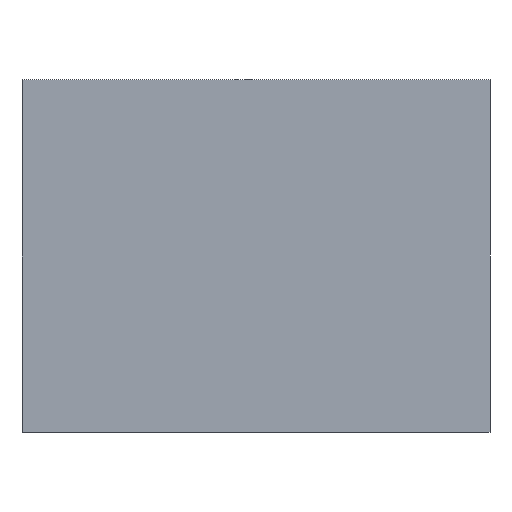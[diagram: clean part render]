
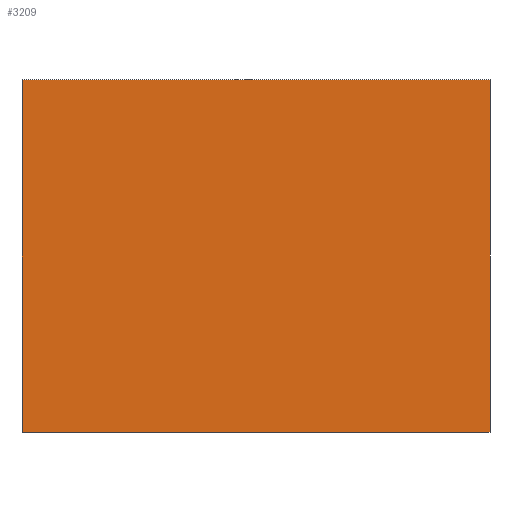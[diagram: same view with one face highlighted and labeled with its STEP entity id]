
A CAD part, front view. The second image highlights one B-rep face of the part: STEP entity #3209.
In plain terms, the highlighted planar face has unit normal (0, -1, 0).
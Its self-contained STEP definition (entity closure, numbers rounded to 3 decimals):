
#128 = LINE ( 'NONE', #379, #1004 ) ;
#153 = CARTESIAN_POINT ( 'NONE',  ( -2., 0., -184. ) ) ;
#216 = EDGE_CURVE ( 'NONE', #755, #2971, #747, .T. ) ;
#270 = DIRECTION ( 'NONE',  ( 0., -1., 0. ) ) ;
#379 = CARTESIAN_POINT ( 'NONE',  ( -2., 0., 2. ) ) ;
#388 = CARTESIAN_POINT ( 'NONE',  ( 245., 0., 2. ) ) ;
#516 = FACE_OUTER_BOUND ( 'NONE', #1114, .T. ) ;
#522 = CARTESIAN_POINT ( 'NONE',  ( 245., 0., 2. ) ) ;
#543 = ORIENTED_EDGE ( 'NONE', *, *, #216, .F. ) ;
#631 = DIRECTION ( 'NONE',  ( 1., 0., 0. ) ) ;
#747 = LINE ( 'NONE', #1359, #2056 ) ;
#755 = VERTEX_POINT ( 'NONE', #2401 ) ;
#1004 = VECTOR ( 'NONE', #3146, 1000. ) ;
#1114 = EDGE_LOOP ( 'NONE', ( #2372, #1908, #2323, #543 ) ) ;
#1169 = DIRECTION ( 'NONE',  ( 0., 0., -1. ) ) ;
#1321 = AXIS2_PLACEMENT_3D ( 'NONE', #1560, #270, #2521 ) ;
#1359 = CARTESIAN_POINT ( 'NONE',  ( -2., 0., -184. ) ) ;
#1416 = EDGE_CURVE ( 'NONE', #1616, #755, #2690, .T. ) ;
#1446 = CARTESIAN_POINT ( 'NONE',  ( 245., 0., -184. ) ) ;
#1560 = CARTESIAN_POINT ( 'NONE',  ( 0., 0., 0. ) ) ;
#1616 = VERTEX_POINT ( 'NONE', #522 ) ;
#1657 = DIRECTION ( 'NONE',  ( -1., 0., 0. ) ) ;
#1788 = VECTOR ( 'NONE', #631, 1000. ) ;
#1908 = ORIENTED_EDGE ( 'NONE', *, *, #2099, .F. ) ;
#1966 = VERTEX_POINT ( 'NONE', #2537 ) ;
#2056 = VECTOR ( 'NONE', #1657, 1000. ) ;
#2072 = PLANE ( 'NONE',  #1321 ) ;
#2099 = EDGE_CURVE ( 'NONE', #1966, #1616, #2859, .T. ) ;
#2179 = EDGE_CURVE ( 'NONE', #2971, #1966, #128, .T. ) ;
#2323 = ORIENTED_EDGE ( 'NONE', *, *, #2179, .F. ) ;
#2372 = ORIENTED_EDGE ( 'NONE', *, *, #1416, .F. ) ;
#2401 = CARTESIAN_POINT ( 'NONE',  ( 245., 0., -184. ) ) ;
#2521 = DIRECTION ( 'NONE',  ( 0., 0., -1. ) ) ;
#2537 = CARTESIAN_POINT ( 'NONE',  ( -2., 0., 2. ) ) ;
#2690 = LINE ( 'NONE', #1446, #3071 ) ;
#2859 = LINE ( 'NONE', #388, #1788 ) ;
#2971 = VERTEX_POINT ( 'NONE', #153 ) ;
#3071 = VECTOR ( 'NONE', #1169, 1000. ) ;
#3146 = DIRECTION ( 'NONE',  ( 0., 0., 1. ) ) ;
#3209 = ADVANCED_FACE ( 'NONE', ( #516 ), #2072, .T. ) ;
